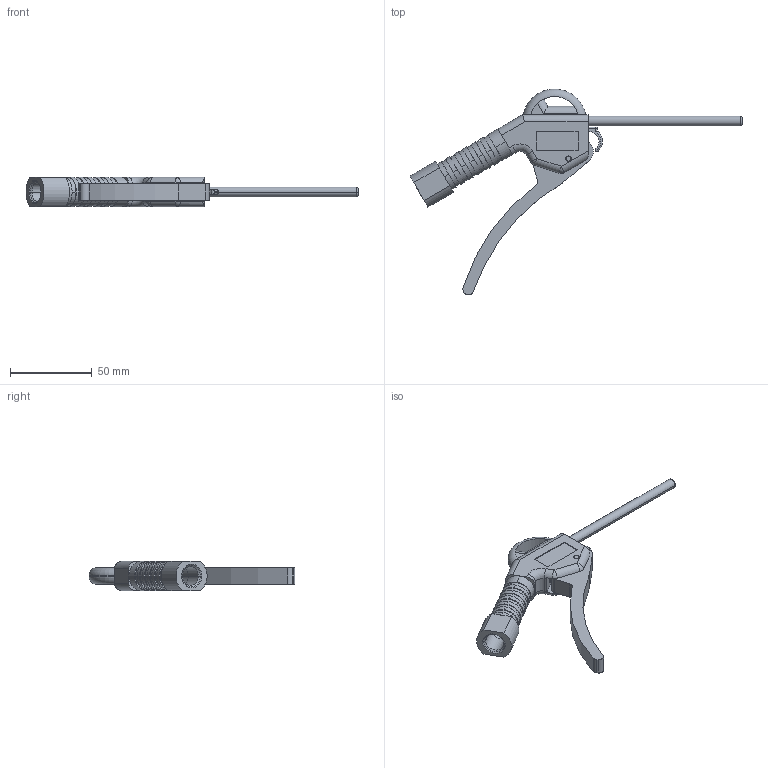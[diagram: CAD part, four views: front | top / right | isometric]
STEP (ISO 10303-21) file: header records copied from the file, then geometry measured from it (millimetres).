
FILE_DESCRIPTION((''),'2;1');
FILE_NAME('EB-094Y_ASM','2024-07-16T12:46:06',('ru0crek'),(''),'CREO PARAMETRIC BY PTC INC, 2020414','CREO PARAMETRIC BY PTC INC, 2020414','');
FILE_SCHEMA(('CONFIG_CONTROL_DESIGN'));
Length unit declared in the file: millimetre
Products named in the file (7): CV7109999-0501; CV7109999-0502; CV7109999-0503; CV7109999-0504; CV7109999-0516; CV7109999-0515_AF0; EB-094Y_ASM
Assembly tree (6 placements, depth 2):
  EB-094Y_ASM
    CV7109999-0501
    CV7109999-0502
    CV7109999-0503
    CV7109999-0504
    CV7109999-0516
    CV7109999-0515_AF0
Bounding box: 202.87 x 125.77 x 18 mm (x, y, z)
Volume: 42020.2 mm3; surface area: 26931.7 mm2
Topology: 6 solids, 7 shells, 225 faces, 544 edges, 345 vertices
Faces by surface type: cylinder 105, plane 88, torus 10, bspline 10, sphere 8, cone 4
Entity records: 10001 total; most frequent: CARTESIAN_POINT 4515, DIRECTION 1153, ORIENTED_EDGE 1080, EDGE_CURVE 542, AXIS2_PLACEMENT_3D 445, VERTEX_POINT 345, VECTOR 263, LINE 263
